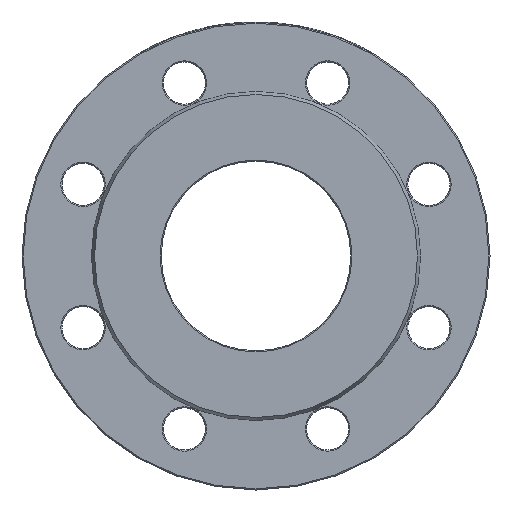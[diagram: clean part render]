
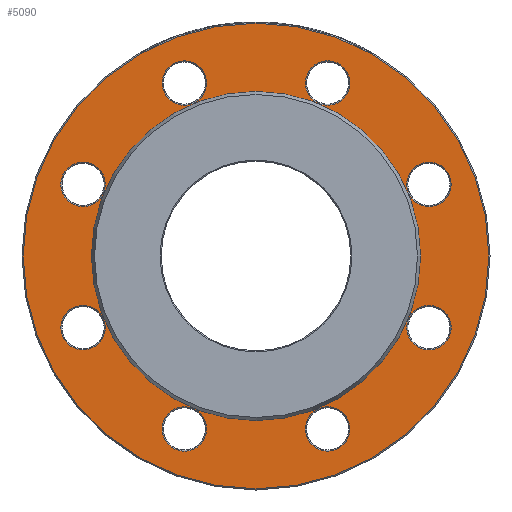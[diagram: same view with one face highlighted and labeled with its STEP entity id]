
A CAD part, left-side view. The second image highlights one B-rep face of the part: STEP entity #5090.
In plain terms, the highlighted planar face has unit normal (-1, 0, 0).
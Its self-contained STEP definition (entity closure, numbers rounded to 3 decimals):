
#125 = CARTESIAN_POINT ( 'NONE',  ( 3., 0., 70.336 ) ) ;
#174 = VERTEX_POINT ( 'NONE', #2969 ) ;
#197 = EDGE_CURVE ( 'NONE', #5098, #5098, #8006, .T. ) ;
#317 = VERTEX_POINT ( 'NONE', #3901 ) ;
#365 = DIRECTION ( 'NONE',  ( 0., 0., 1. ) ) ;
#367 = DIRECTION ( 'NONE',  ( 0., 0., -1. ) ) ;
#405 = CARTESIAN_POINT ( 'NONE',  ( 3., 0., -99.5 ) ) ;
#469 = DIRECTION ( 'NONE',  ( 0., 0., -1. ) ) ;
#800 = AXIS2_PLACEMENT_3D ( 'NONE', #3859, #6664, #365 ) ;
#1017 = EDGE_LOOP ( 'NONE', ( #2877 ) ) ;
#1234 = ORIENTED_EDGE ( 'NONE', *, *, #3236, .T. ) ;
#1374 = DIRECTION ( 'NONE',  ( 0., 0.707, 0.707 ) ) ;
#1435 = EDGE_LOOP ( 'NONE', ( #6802 ) ) ;
#1441 = EDGE_CURVE ( 'NONE', #174, #174, #3740, .T. ) ;
#1492 = DIRECTION ( 'NONE',  ( 0., 1., 0. ) ) ;
#1586 = AXIS2_PLACEMENT_3D ( 'NONE', #6284, #3561, #2745 ) ;
#1587 = CIRCLE ( 'NONE', #9081, 9.5 ) ;
#1605 = PLANE ( 'NONE',  #4976 ) ;
#1748 = FACE_BOUND ( 'NONE', #8882, .T. ) ;
#1797 = DIRECTION ( 'NONE',  ( 1., 0., 0. ) ) ;
#1838 = VERTEX_POINT ( 'NONE', #6618 ) ;
#1882 = DIRECTION ( 'NONE',  ( 0., 0., 1. ) ) ;
#2085 = EDGE_LOOP ( 'NONE', ( #2809 ) ) ;
#2103 = CARTESIAN_POINT ( 'NONE',  ( 3., 0., 0. ) ) ;
#2192 = CARTESIAN_POINT ( 'NONE',  ( 3., 30.615, 73.91 ) ) ;
#2232 = DIRECTION ( 'NONE',  ( 0., 0., -1. ) ) ;
#2286 = AXIS2_PLACEMENT_3D ( 'NONE', #2103, #8427, #2232 ) ;
#2392 = CARTESIAN_POINT ( 'NONE',  ( 3., 73.91, 30.615 ) ) ;
#2460 = EDGE_CURVE ( 'NONE', #2575, #2575, #9043, .T. ) ;
#2478 = VERTEX_POINT ( 'NONE', #7332 ) ;
#2481 = FACE_BOUND ( 'NONE', #6358, .T. ) ;
#2524 = VERTEX_POINT ( 'NONE', #3207 ) ;
#2575 = VERTEX_POINT ( 'NONE', #405 ) ;
#2601 = ORIENTED_EDGE ( 'NONE', *, *, #3618, .T. ) ;
#2633 = CIRCLE ( 'NONE', #1586, 9.5 ) ;
#2745 = DIRECTION ( 'NONE',  ( 0., -0.707, -0.707 ) ) ;
#2809 = ORIENTED_EDGE ( 'NONE', *, *, #4035, .T. ) ;
#2877 = ORIENTED_EDGE ( 'NONE', *, *, #197, .F. ) ;
#2936 = CIRCLE ( 'NONE', #3395, 9.5 ) ;
#2969 = CARTESIAN_POINT ( 'NONE',  ( 3., 80.628, 23.897 ) ) ;
#3207 = CARTESIAN_POINT ( 'NONE',  ( 3., 40.115, 73.91 ) ) ;
#3231 = CIRCLE ( 'NONE', #8359, 9.5 ) ;
#3236 = EDGE_CURVE ( 'NONE', #2524, #2524, #6023, .T. ) ;
#3395 = AXIS2_PLACEMENT_3D ( 'NONE', #5835, #3867, #6717 ) ;
#3553 = DIRECTION ( 'NONE',  ( 1., 0., 0. ) ) ;
#3561 = DIRECTION ( 'NONE',  ( 1., 0., 0. ) ) ;
#3618 = EDGE_CURVE ( 'NONE', #1838, #1838, #2936, .T. ) ;
#3664 = ORIENTED_EDGE ( 'NONE', *, *, #1441, .T. ) ;
#3740 = CIRCLE ( 'NONE', #8147, 9.5 ) ;
#3859 = CARTESIAN_POINT ( 'NONE',  ( 3., 0., 0. ) ) ;
#3867 = DIRECTION ( 'NONE',  ( 1., 0., 0. ) ) ;
#3901 = CARTESIAN_POINT ( 'NONE',  ( 3., -73.91, 40.115 ) ) ;
#3905 = FACE_BOUND ( 'NONE', #9111, .T. ) ;
#4035 = EDGE_CURVE ( 'NONE', #8091, #8091, #2633, .T. ) ;
#4316 = ORIENTED_EDGE ( 'NONE', *, *, #8401, .T. ) ;
#4458 = ORIENTED_EDGE ( 'NONE', *, *, #5589, .T. ) ;
#4512 = FACE_BOUND ( 'NONE', #1017, .T. ) ;
#4514 = DIRECTION ( 'NONE',  ( 1., 0., 0. ) ) ;
#4553 = VERTEX_POINT ( 'NONE', #8872 ) ;
#4599 = FACE_BOUND ( 'NONE', #6090, .T. ) ;
#4954 = DIRECTION ( 'NONE',  ( 1., 0., 0. ) ) ;
#4976 = AXIS2_PLACEMENT_3D ( 'NONE', #7954, #1797, #367 ) ;
#4996 = AXIS2_PLACEMENT_3D ( 'NONE', #8178, #8775, #1882 ) ;
#5055 = DIRECTION ( 'NONE',  ( 0., 0.707, -0.707 ) ) ;
#5090 = ADVANCED_FACE ( 'NONE', ( #3905, #8681, #2481, #1748, #8828, #4599, #5929, #5148, #5291, #4512 ), #1605, .F. ) ;
#5098 = VERTEX_POINT ( 'NONE', #125 ) ;
#5148 = FACE_BOUND ( 'NONE', #1435, .T. ) ;
#5291 = FACE_OUTER_BOUND ( 'NONE', #7524, .T. ) ;
#5304 = CIRCLE ( 'NONE', #4996, 9.5 ) ;
#5378 = CARTESIAN_POINT ( 'NONE',  ( 3., -80.628, -23.897 ) ) ;
#5386 = ORIENTED_EDGE ( 'NONE', *, *, #2460, .T. ) ;
#5579 = AXIS2_PLACEMENT_3D ( 'NONE', #2192, #7794, #1492 ) ;
#5589 = EDGE_CURVE ( 'NONE', #6803, #6803, #1587, .T. ) ;
#5613 = EDGE_LOOP ( 'NONE', ( #4458 ) ) ;
#5835 = CARTESIAN_POINT ( 'NONE',  ( 3., -30.615, -73.91 ) ) ;
#5929 = FACE_BOUND ( 'NONE', #2085, .T. ) ;
#6023 = CIRCLE ( 'NONE', #5579, 9.5 ) ;
#6090 = EDGE_LOOP ( 'NONE', ( #2601 ) ) ;
#6284 = CARTESIAN_POINT ( 'NONE',  ( 3., 30.615, -73.91 ) ) ;
#6358 = EDGE_LOOP ( 'NONE', ( #8674 ) ) ;
#6361 = DIRECTION ( 'NONE',  ( 0., -0.707, 0.707 ) ) ;
#6618 = CARTESIAN_POINT ( 'NONE',  ( 3., -40.115, -73.91 ) ) ;
#6664 = DIRECTION ( 'NONE',  ( -1., 0., 0. ) ) ;
#6717 = DIRECTION ( 'NONE',  ( 0., -1., 0. ) ) ;
#6802 = ORIENTED_EDGE ( 'NONE', *, *, #7138, .T. ) ;
#6803 = VERTEX_POINT ( 'NONE', #5378 ) ;
#7044 = CARTESIAN_POINT ( 'NONE',  ( 3., -73.91, -30.615 ) ) ;
#7138 = EDGE_CURVE ( 'NONE', #4553, #4553, #7180, .T. ) ;
#7180 = CIRCLE ( 'NONE', #8813, 9.5 ) ;
#7212 = EDGE_CURVE ( 'NONE', #2478, #2478, #3231, .T. ) ;
#7332 = CARTESIAN_POINT ( 'NONE',  ( 3., -23.897, 80.628 ) ) ;
#7524 = EDGE_LOOP ( 'NONE', ( #5386 ) ) ;
#7794 = DIRECTION ( 'NONE',  ( 1., 0., 0. ) ) ;
#7954 = CARTESIAN_POINT ( 'NONE',  ( 3., 70.336, 0. ) ) ;
#8006 = CIRCLE ( 'NONE', #800, 70.336 ) ;
#8091 = VERTEX_POINT ( 'NONE', #8179 ) ;
#8147 = AXIS2_PLACEMENT_3D ( 'NONE', #2392, #4514, #5055 ) ;
#8178 = CARTESIAN_POINT ( 'NONE',  ( 3., -73.91, 30.615 ) ) ;
#8179 = CARTESIAN_POINT ( 'NONE',  ( 3., 23.897, -80.628 ) ) ;
#8359 = AXIS2_PLACEMENT_3D ( 'NONE', #9057, #4954, #1374 ) ;
#8401 = EDGE_CURVE ( 'NONE', #317, #317, #5304, .T. ) ;
#8427 = DIRECTION ( 'NONE',  ( -1., 0., 0. ) ) ;
#8674 = ORIENTED_EDGE ( 'NONE', *, *, #7212, .T. ) ;
#8681 = FACE_BOUND ( 'NONE', #8998, .T. ) ;
#8775 = DIRECTION ( 'NONE',  ( 1., 0., 0. ) ) ;
#8813 = AXIS2_PLACEMENT_3D ( 'NONE', #8842, #8935, #469 ) ;
#8828 = FACE_BOUND ( 'NONE', #5613, .T. ) ;
#8842 = CARTESIAN_POINT ( 'NONE',  ( 3., 73.91, -30.615 ) ) ;
#8872 = CARTESIAN_POINT ( 'NONE',  ( 3., 73.91, -40.115 ) ) ;
#8882 = EDGE_LOOP ( 'NONE', ( #4316 ) ) ;
#8935 = DIRECTION ( 'NONE',  ( 1., 0., 0. ) ) ;
#8998 = EDGE_LOOP ( 'NONE', ( #1234 ) ) ;
#9043 = CIRCLE ( 'NONE', #2286, 99.5 ) ;
#9057 = CARTESIAN_POINT ( 'NONE',  ( 3., -30.615, 73.91 ) ) ;
#9081 = AXIS2_PLACEMENT_3D ( 'NONE', #7044, #3553, #6361 ) ;
#9111 = EDGE_LOOP ( 'NONE', ( #3664 ) ) ;
